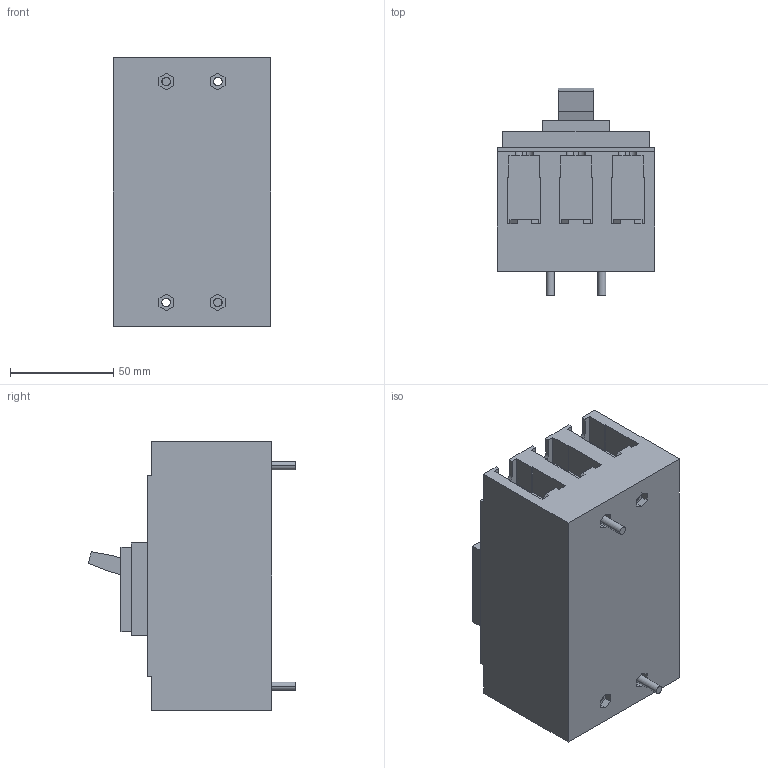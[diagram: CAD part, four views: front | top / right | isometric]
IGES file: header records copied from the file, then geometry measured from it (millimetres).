
Start section: START RECORD GO HERE.
Global section: file name: N3AA00___Interruttore_base_A1_III.igs; native system: IBM CATIA IGES - CATIA Version 5 Release 18 ; preprocessor: CATIA Version 5 Release 18 ; author: uff.tecnico; organization: IMTEAM; date: 20090513.160108; units: millimetre
Bounding box: 76.2 x 100.64 x 130 mm (x, y, z)
Surface area: 61278.6 mm2 (no closed solid volume)
Topology: 0 solids, 0 shells, 227 faces, 1220 edges, 1220 vertices
Faces by surface type: plane 179, revolution 48
